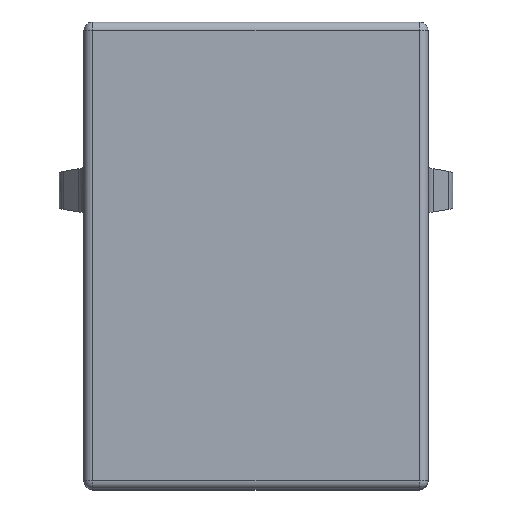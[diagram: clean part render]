
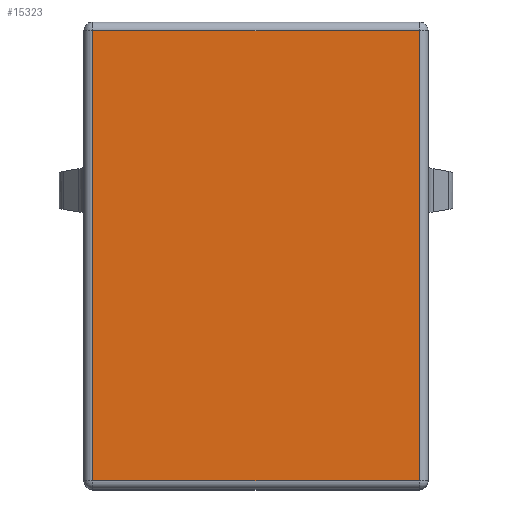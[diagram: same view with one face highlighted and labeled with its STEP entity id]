
A CAD part, top view. The second image highlights one B-rep face of the part: STEP entity #15323.
In plain terms, the highlighted planar face has unit normal (0, 0, 1).
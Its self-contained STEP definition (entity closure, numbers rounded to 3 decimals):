
#1502 = EDGE_CURVE ( 'NONE', #5387, #14577, #3181, .T. ) ;
#1874 = CARTESIAN_POINT ( 'NONE',  ( -5.7, 2.84, 11.45 ) ) ;
#2666 = ORIENTED_EDGE ( 'NONE', *, *, #23962, .T. ) ;
#3181 = LINE ( 'NONE', #6595, #11479 ) ;
#3282 = DIRECTION ( 'NONE',  ( 1., 0., 0. ) ) ;
#3559 = DIRECTION ( 'NONE',  ( -1., 0., 0. ) ) ;
#3811 = ORIENTED_EDGE ( 'NONE', *, *, #27265, .T. ) ;
#3841 = CARTESIAN_POINT ( 'NONE',  ( 5.7, -12.86, 11.45 ) ) ;
#4756 = VECTOR ( 'NONE', #3559, 1000. ) ;
#5004 = PLANE ( 'NONE',  #32448 ) ;
#5315 = VERTEX_POINT ( 'NONE', #22035 ) ;
#5387 = VERTEX_POINT ( 'NONE', #1874 ) ;
#6595 = CARTESIAN_POINT ( 'NONE',  ( -5.7, 0., 11.45 ) ) ;
#6723 = VERTEX_POINT ( 'NONE', #3841 ) ;
#8564 = LINE ( 'NONE', #15989, #26782 ) ;
#9926 = CARTESIAN_POINT ( 'NONE',  ( 5.7, 0., 11.45 ) ) ;
#10121 = CARTESIAN_POINT ( 'NONE',  ( -5.7, -12.86, 11.45 ) ) ;
#11394 = ORIENTED_EDGE ( 'NONE', *, *, #1502, .T. ) ;
#11479 = VECTOR ( 'NONE', #32595, 1000. ) ;
#11775 = LINE ( 'NONE', #21546, #4756 ) ;
#14088 = EDGE_CURVE ( 'NONE', #6723, #5315, #25330, .T. ) ;
#14577 = VERTEX_POINT ( 'NONE', #10121 ) ;
#14782 = FACE_OUTER_BOUND ( 'NONE', #26331, .T. ) ;
#15323 = ADVANCED_FACE ( 'NONE', ( #14782 ), #5004, .F. ) ;
#15989 = CARTESIAN_POINT ( 'NONE',  ( 0., -12.86, 11.45 ) ) ;
#18373 = DIRECTION ( 'NONE',  ( 0., 0., -1. ) ) ;
#18534 = DIRECTION ( 'NONE',  ( -1., 0., 0. ) ) ;
#18860 = CARTESIAN_POINT ( 'NONE',  ( 0., 0., 11.45 ) ) ;
#20372 = DIRECTION ( 'NONE',  ( 0., 1., 0. ) ) ;
#21546 = CARTESIAN_POINT ( 'NONE',  ( 0., 2.84, 11.45 ) ) ;
#22035 = CARTESIAN_POINT ( 'NONE',  ( 5.7, 2.84, 11.45 ) ) ;
#23844 = ORIENTED_EDGE ( 'NONE', *, *, #14088, .T. ) ;
#23962 = EDGE_CURVE ( 'NONE', #14577, #6723, #8564, .T. ) ;
#25330 = LINE ( 'NONE', #9926, #31922 ) ;
#26331 = EDGE_LOOP ( 'NONE', ( #3811, #11394, #2666, #23844 ) ) ;
#26782 = VECTOR ( 'NONE', #3282, 1000. ) ;
#27265 = EDGE_CURVE ( 'NONE', #5315, #5387, #11775, .T. ) ;
#31922 = VECTOR ( 'NONE', #20372, 1000. ) ;
#32448 = AXIS2_PLACEMENT_3D ( 'NONE', #18860, #18373, #18534 ) ;
#32595 = DIRECTION ( 'NONE',  ( 0., -1., 0. ) ) ;
